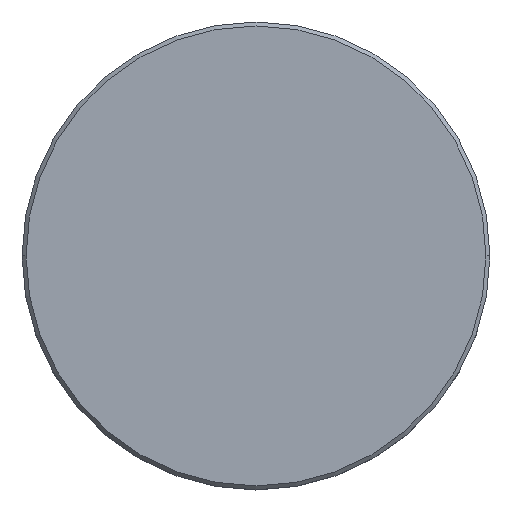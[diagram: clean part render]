
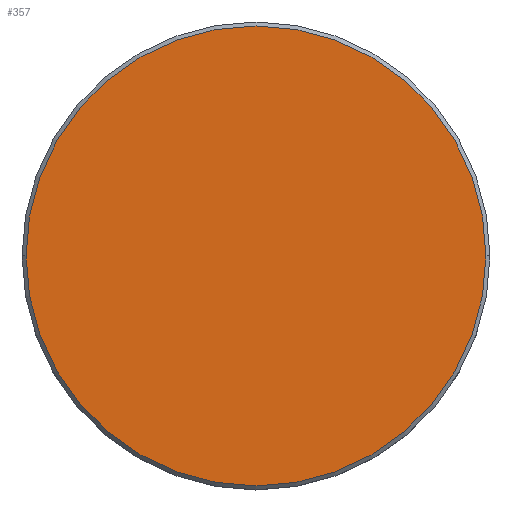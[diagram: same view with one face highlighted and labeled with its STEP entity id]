
A CAD part, top view. The second image highlights one B-rep face of the part: STEP entity #357.
In plain terms, the highlighted planar face has unit normal (0, 0, 1).
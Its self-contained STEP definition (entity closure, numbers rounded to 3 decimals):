
#22 = ORIENTED_EDGE ( 'NONE', *, *, #471, .T. ) ;
#23 = DIRECTION ( 'NONE',  ( 1., 0., 0. ) ) ;
#92 = AXIS2_PLACEMENT_3D ( 'NONE', #897, #428, #804 ) ;
#114 = AXIS2_PLACEMENT_3D ( 'NONE', #1124, #572, #120 ) ;
#120 = DIRECTION ( 'NONE',  ( 1., 0., 0. ) ) ;
#258 = PLANE ( 'NONE',  #92 ) ;
#357 = ADVANCED_FACE ( 'NONE', ( #516 ), #258, .T. ) ;
#428 = DIRECTION ( 'NONE',  ( 0., 0., 1. ) ) ;
#471 = EDGE_CURVE ( 'NONE', #974, #1058, #783, .T. ) ;
#516 = FACE_OUTER_BOUND ( 'NONE', #705, .T. ) ;
#572 = DIRECTION ( 'NONE',  ( 0., 0., 1. ) ) ;
#656 = CIRCLE ( 'NONE', #114, 29. ) ;
#705 = EDGE_LOOP ( 'NONE', ( #22, #891 ) ) ;
#783 = CIRCLE ( 'NONE', #1032, 29. ) ;
#804 = DIRECTION ( 'NONE',  ( 1., 0., 0. ) ) ;
#891 = ORIENTED_EDGE ( 'NONE', *, *, #898, .T. ) ;
#897 = CARTESIAN_POINT ( 'NONE',  ( 0., 0., 0. ) ) ;
#898 = EDGE_CURVE ( 'NONE', #1058, #974, #656, .T. ) ;
#911 = CARTESIAN_POINT ( 'NONE',  ( 0., 0., 0. ) ) ;
#974 = VERTEX_POINT ( 'NONE', #1108 ) ;
#1032 = AXIS2_PLACEMENT_3D ( 'NONE', #911, #1112, #23 ) ;
#1058 = VERTEX_POINT ( 'NONE', #1150 ) ;
#1108 = CARTESIAN_POINT ( 'NONE',  ( -29., 0., 0. ) ) ;
#1112 = DIRECTION ( 'NONE',  ( 0., 0., 1. ) ) ;
#1124 = CARTESIAN_POINT ( 'NONE',  ( 0., 0., 0. ) ) ;
#1150 = CARTESIAN_POINT ( 'NONE',  ( 29., 0., 0. ) ) ;
